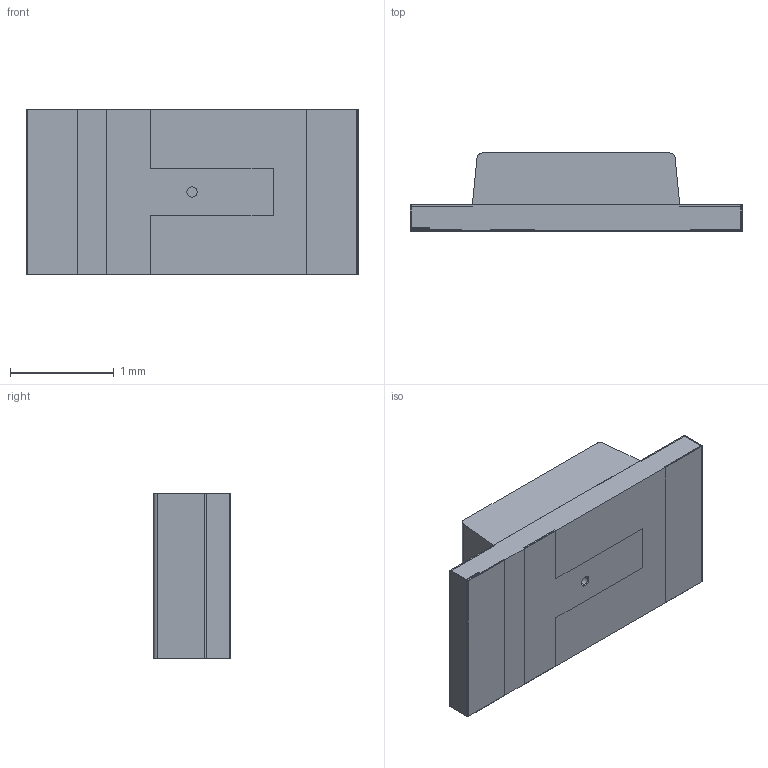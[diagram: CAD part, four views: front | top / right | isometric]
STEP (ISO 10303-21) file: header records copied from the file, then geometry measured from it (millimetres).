
FILE_DESCRIPTION (( 'STEP AP214' ), '1' );
FILE_NAME ('044-211-002 RED LED 1206.STEP', '2014-08-22T17:17:26', ( 'byoung' ), ( '' ), 'SwSTEP 2.0', 'SolidWorks 2013', '' );
FILE_SCHEMA (( 'AUTOMOTIVE_DESIGN' ));
Length unit declared in the file: millimetre
Products named in the file (1): 044-211-002 RED LED 1206
Bounding box: 3.2 x 0.75 x 1.6 mm (x, y, z)
Volume: 2.9 mm3; surface area: 33.8 mm2
Topology: 9 solids, 9 shells, 353 faces, 915 edges, 610 vertices
Faces by surface type: plane 227, bspline 116, cylinder 10
Entity records: 20032 total; most frequent: CARTESIAN_POINT 8267, ORIENTED_EDGE 1830, DIRECTION 1179, EDGE_CURVE 915, LINE 663, VECTOR 663, VERTEX_POINT 610, EDGE_LOOP 387
